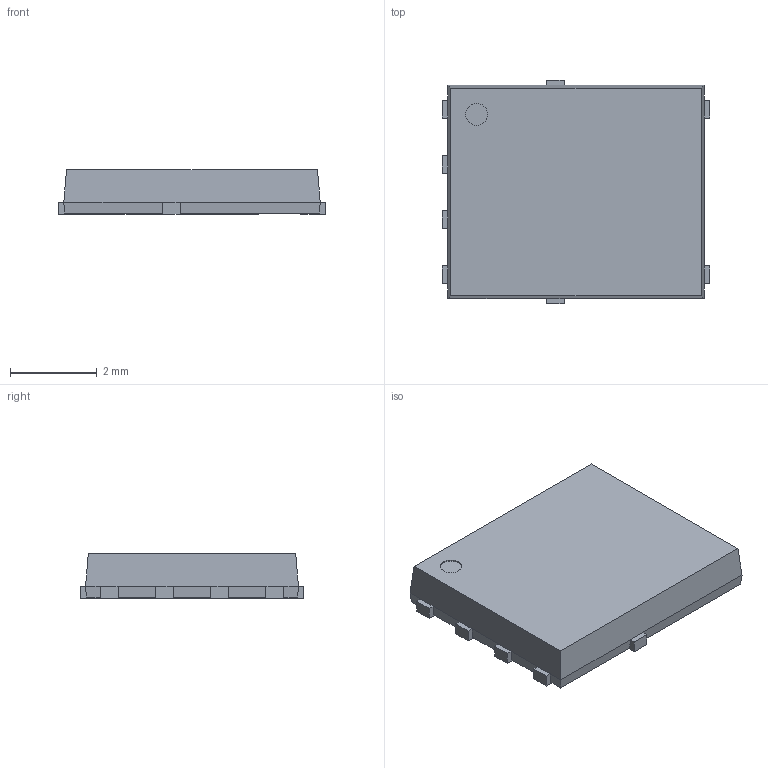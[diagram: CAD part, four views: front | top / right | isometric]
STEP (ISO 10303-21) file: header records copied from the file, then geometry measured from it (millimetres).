
FILE_DESCRIPTION(/* description */ ('model of ONSemi_SO-8FL_488AA'),/* implementation_level */ '2;1');
FILE_NAME(/* name */ 'ONSemi_SO-8FL_488AA.step',/* time_stamp */ '2018-12-11T17:12:44',/* author */ ('kicad StepUp','ksu'),/* organization */ ('FreeCAD'),/* preprocessor_version */ 'OCC',/* originating_system */ 'kicad StepUp',/* authorisation */ '');
FILE_SCHEMA(('AUTOMOTIVE_DESIGN { 1 0 10303 214 1 1 1 1 }'));
Length unit declared in the file: millimetre
Products named in the file (1): ONSemi_SO_8FL_488AA
Bounding box: 6.15 x 5.15 x 1.03 mm (x, y, z)
Volume: 29 mm3; surface area: 79.7 mm2
Topology: 1 solids, 1 shells, 72 faces, 187 edges, 118 vertices
Faces by surface type: plane 55, bspline 16, cylinder 1
Full cylindrical faces by diameter (mm): 0.5 x1
Entity records: 2677 total; most frequent: CARTESIAN_POINT 500, ORIENTED_EDGE 374, DIRECTION 279, EDGE_CURVE 187, LINE 161, VECTOR 161, VERTEX_POINT 118, FACE_BOUND 73
